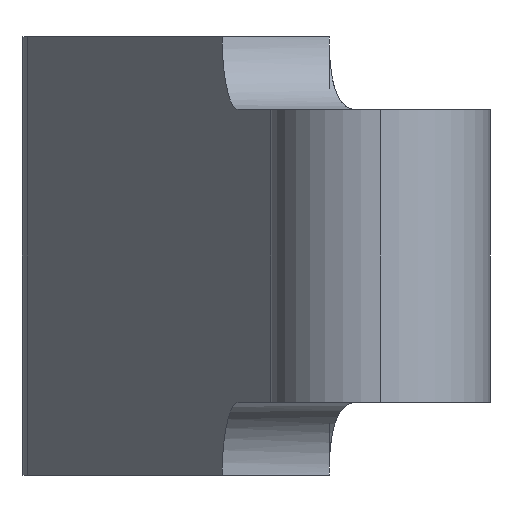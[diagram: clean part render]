
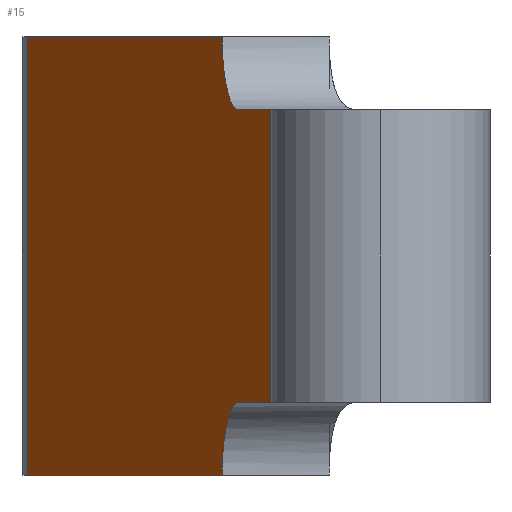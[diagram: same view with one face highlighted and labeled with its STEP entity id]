
A CAD part, left-side view. The second image highlights one B-rep face of the part: STEP entity #15.
In plain terms, the highlighted planar face has unit normal (-0.221, 0.975, 0).
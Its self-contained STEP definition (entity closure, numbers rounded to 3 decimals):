
#1 = EDGE_CURVE ( 'NONE', #1104, #941, #449, .T. ) ;
#5 = VERTEX_POINT ( 'NONE', #688 ) ;
#15 = ADVANCED_FACE ( 'NONE', ( #367 ), #868, .F. ) ;
#50 = ORIENTED_EDGE ( 'NONE', *, *, #640, .T. ) ;
#74 = DIRECTION ( 'NONE',  ( -0.975, -0.221, 0. ) ) ;
#76 = ORIENTED_EDGE ( 'NONE', *, *, #1, .T. ) ;
#102 = DIRECTION ( 'NONE',  ( 0.221, -0.975, 0. ) ) ;
#106 = CARTESIAN_POINT ( 'NONE',  ( -360., 15., 60. ) ) ;
#180 = CARTESIAN_POINT ( 'NONE',  ( -340.495, 19.421, 60. ) ) ;
#198 = ORIENTED_EDGE ( 'NONE', *, *, #557, .F. ) ;
#204 = CARTESIAN_POINT ( 'NONE',  ( -340.495, 19.421, 10. ) ) ;
#229 = CARTESIAN_POINT ( 'NONE',  ( -330.742, 21.632, 60. ) ) ;
#233 = VERTEX_POINT ( 'NONE', #204 ) ;
#236 = CARTESIAN_POINT ( 'NONE',  ( -360., 15., 50. ) ) ;
#240 = AXIS2_PLACEMENT_3D ( 'NONE', #106, #102, #621 ) ;
#252 = LINE ( 'NONE', #1097, #812 ) ;
#276 = LINE ( 'NONE', #439, #1089 ) ;
#305 = VERTEX_POINT ( 'NONE', #229 ) ;
#345 = DIRECTION ( 'NONE',  ( 0.221, -0.975, 0. ) ) ;
#347 = AXIS2_PLACEMENT_3D ( 'NONE', #723, #1080, #727 ) ;
#360 = EDGE_CURVE ( 'NONE', #792, #1007, #252, .T. ) ;
#367 = FACE_OUTER_BOUND ( 'NONE', #446, .T. ) ;
#374 = ORIENTED_EDGE ( 'NONE', *, *, #441, .F. ) ;
#398 = AXIS2_PLACEMENT_3D ( 'NONE', #180, #345, #428 ) ;
#428 = DIRECTION ( 'NONE',  ( 0.975, 0.221, 0. ) ) ;
#439 = CARTESIAN_POINT ( 'NONE',  ( -360., 15., 10. ) ) ;
#441 = EDGE_CURVE ( 'NONE', #1104, #305, #742, .T. ) ;
#446 = EDGE_LOOP ( 'NONE', ( #374, #76, #967, #50, #198, #693, #1065, #1082 ) ) ;
#449 = LINE ( 'NONE', #1051, #584 ) ;
#470 = CIRCLE ( 'NONE', #398, 10. ) ;
#475 = CARTESIAN_POINT ( 'NONE',  ( -360., 15., 0. ) ) ;
#517 = LINE ( 'NONE', #948, #542 ) ;
#542 = VECTOR ( 'NONE', #867, 1000. ) ;
#557 = EDGE_CURVE ( 'NONE', #5, #233, #276, .T. ) ;
#559 = DIRECTION ( 'NONE',  ( -0.975, -0.221, 0. ) ) ;
#584 = VECTOR ( 'NONE', #953, 1000. ) ;
#593 = CARTESIAN_POINT ( 'NONE',  ( -340.495, 19.421, 50. ) ) ;
#611 = CARTESIAN_POINT ( 'NONE',  ( -213.274, 48.258, 60. ) ) ;
#621 = DIRECTION ( 'NONE',  ( 0.975, 0.221, 0. ) ) ;
#637 = VERTEX_POINT ( 'NONE', #799 ) ;
#640 = EDGE_CURVE ( 'NONE', #637, #233, #980, .T. ) ;
#688 = CARTESIAN_POINT ( 'NONE',  ( -360., 15., 10. ) ) ;
#693 = ORIENTED_EDGE ( 'NONE', *, *, #1094, .F. ) ;
#698 = EDGE_CURVE ( 'NONE', #941, #637, #895, .T. ) ;
#719 = VECTOR ( 'NONE', #74, 1000. ) ;
#723 = CARTESIAN_POINT ( 'NONE',  ( -340.495, 19.421, 0. ) ) ;
#727 = DIRECTION ( 'NONE',  ( 0.975, 0.221, 0. ) ) ;
#742 = LINE ( 'NONE', #844, #719 ) ;
#792 = VERTEX_POINT ( 'NONE', #593 ) ;
#796 = VECTOR ( 'NONE', #559, 1000. ) ;
#799 = CARTESIAN_POINT ( 'NONE',  ( -330.742, 21.632, 0. ) ) ;
#812 = VECTOR ( 'NONE', #1117, 1000. ) ;
#844 = CARTESIAN_POINT ( 'NONE',  ( -360., 15., 60. ) ) ;
#849 = EDGE_CURVE ( 'NONE', #792, #305, #470, .T. ) ;
#867 = DIRECTION ( 'NONE',  ( 0., 0., -1. ) ) ;
#868 = PLANE ( 'NONE',  #240 ) ;
#878 = DIRECTION ( 'NONE',  ( 0.975, 0.221, 0. ) ) ;
#895 = LINE ( 'NONE', #475, #796 ) ;
#924 = CARTESIAN_POINT ( 'NONE',  ( -213.274, 48.258, 0. ) ) ;
#941 = VERTEX_POINT ( 'NONE', #924 ) ;
#948 = CARTESIAN_POINT ( 'NONE',  ( -360., 15., 60. ) ) ;
#953 = DIRECTION ( 'NONE',  ( 0., 0., -1. ) ) ;
#967 = ORIENTED_EDGE ( 'NONE', *, *, #698, .T. ) ;
#980 = CIRCLE ( 'NONE', #347, 10. ) ;
#1007 = VERTEX_POINT ( 'NONE', #236 ) ;
#1051 = CARTESIAN_POINT ( 'NONE',  ( -213.274, 48.258, 60. ) ) ;
#1065 = ORIENTED_EDGE ( 'NONE', *, *, #360, .F. ) ;
#1080 = DIRECTION ( 'NONE',  ( 0.221, -0.975, 0. ) ) ;
#1082 = ORIENTED_EDGE ( 'NONE', *, *, #849, .T. ) ;
#1089 = VECTOR ( 'NONE', #878, 1000. ) ;
#1094 = EDGE_CURVE ( 'NONE', #1007, #5, #517, .T. ) ;
#1097 = CARTESIAN_POINT ( 'NONE',  ( -360., 15., 50. ) ) ;
#1104 = VERTEX_POINT ( 'NONE', #611 ) ;
#1117 = DIRECTION ( 'NONE',  ( -0.975, -0.221, 0. ) ) ;
